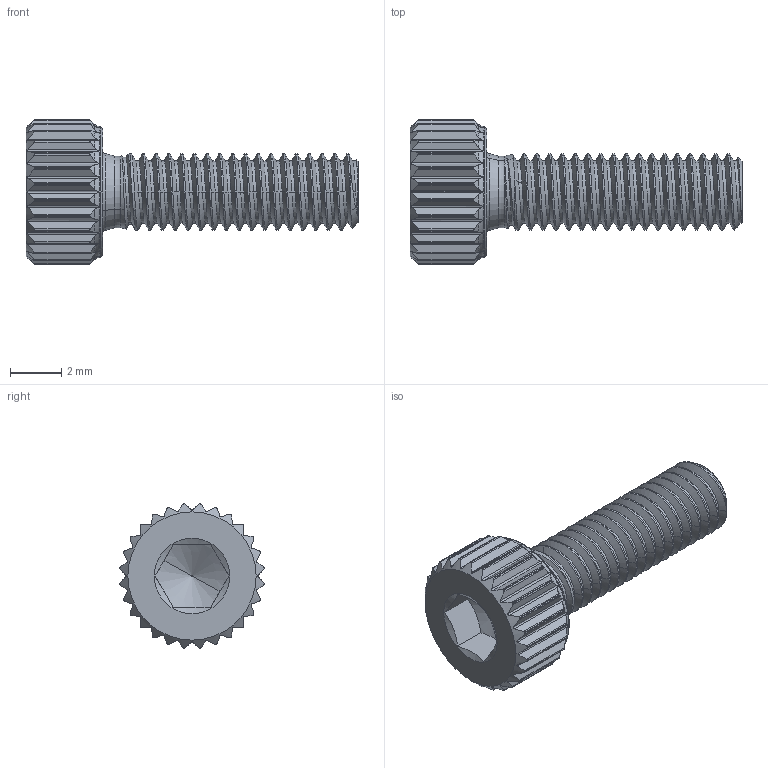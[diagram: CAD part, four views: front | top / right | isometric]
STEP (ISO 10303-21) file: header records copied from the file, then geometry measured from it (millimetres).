
FILE_DESCRIPTION(('partsCAD.com STEP Exchange','partsCAD.com--- Composite Materials ---3.4---2017-06-13'),'2;1');
FILE_NAME('DIN912K-P0.5_M3X10.stp','2023-04-15T11:51:22+00:00',('none'),('none'),'partsCAD.com 5-6 Release 2020','partsCAD.com STEP AP203 v1','none');
FILE_SCHEMA(('CONFIG_CONTROL_DESIGN'));
Length unit declared in the file: millimetre
Products named in the file (1): DIN912K-P0.5_M3X10
Bounding box: 13 x 5.65 x 5.65 mm (x, y, z)
Volume: 117.3 mm3; surface area: 250.6 mm2
Topology: 1 solids, 1 shells, 410 faces, 1102 edges, 694 vertices
Faces by surface type: cylinder 150, bspline 116, plane 65, cone 45, torus 32, sphere 2
Entity records: 15873 total; most frequent: CARTESIAN_POINT 7982, ORIENTED_EDGE 2200, EDGE_CURVE 1100, B_SPLINE_CURVE_WITH_KNOTS 732, DIRECTION 700, VERTEX_POINT 694, EDGE_LOOP 412, ADVANCED_FACE 410
